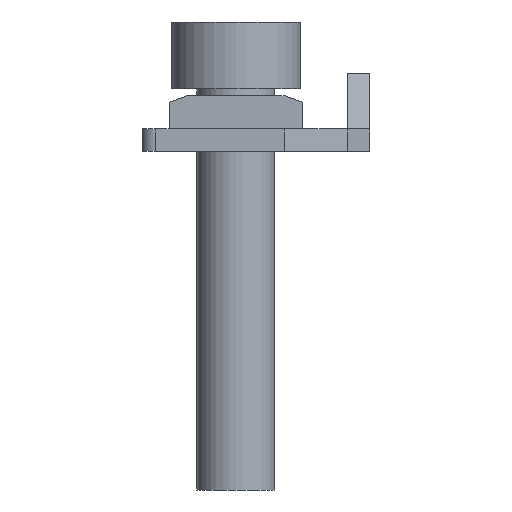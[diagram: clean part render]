
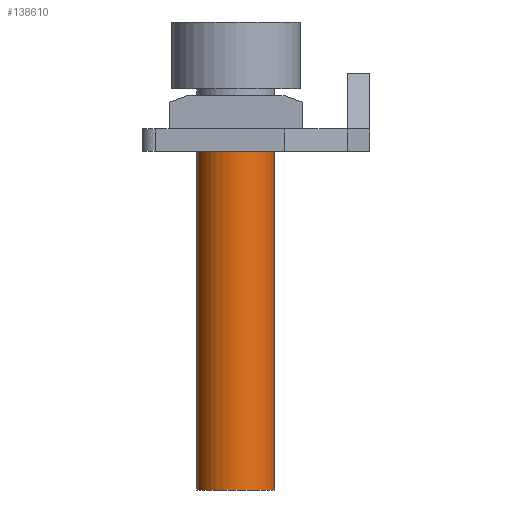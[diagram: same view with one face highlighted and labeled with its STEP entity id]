
A CAD part, left-side view. The second image highlights one B-rep face of the part: STEP entity #138610.
In plain terms, the highlighted cylindrical face has radius 1.75 mm (diameter 3.5 mm), a partial arc.
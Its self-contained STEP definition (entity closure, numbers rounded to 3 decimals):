
#113540=CARTESIAN_POINT('',(41.5,66.,0.2));
#113550=DIRECTION('',(0.,0.,-1.));
#113560=DIRECTION('',(0.,1.,0.));
#113570=AXIS2_PLACEMENT_3D('',#113540,#113550,#113560);
#113580=CIRCLE('',#113570,1.75);
#113590=CARTESIAN_POINT('',(41.5,67.75,0.2));
#113600=VERTEX_POINT('',#113590);
#113610=CARTESIAN_POINT('',(41.5,64.25,0.2));
#113620=VERTEX_POINT('',#113610);
#113630=EDGE_CURVE('',#113600,#113620,#113580,.T.);
#113770=CARTESIAN_POINT('',(41.5,64.25,-10.95));
#113780=DIRECTION('',(0.,0.,-1.));
#113790=VECTOR('',#113780,1.);
#113800=LINE('',#113770,#113790);
#113810=CARTESIAN_POINT('',(41.5,64.25,-16.));
#113820=VERTEX_POINT('',#113810);
#113830=EDGE_CURVE('',#113620,#113820,#113800,.T.);
#113850=CARTESIAN_POINT('',(41.5,66.,-16.));
#113860=DIRECTION('',(0.,0.,-1.));
#113870=DIRECTION('',(0.,1.,0.));
#113880=AXIS2_PLACEMENT_3D('',#113850,#113860,#113870);
#113890=CIRCLE('',#113880,1.75);
#113900=CARTESIAN_POINT('',(41.5,67.75,-16.));
#113910=VERTEX_POINT('',#113900);
#113940=CARTESIAN_POINT('',(41.5,67.75,-10.95));
#113950=DIRECTION('',(0.,0.,-1.));
#113960=VECTOR('',#113950,1.);
#113970=LINE('',#113940,#113960);
#113980=EDGE_CURVE('',#113600,#113910,#113970,.T.);
#114160=EDGE_CURVE('',#113910,#113820,#113890,.T.);
#137410=CARTESIAN_POINT('',(41.5,66.,-10.95));
#137420=DIRECTION('',(0.,0.,-1.));
#137430=DIRECTION('',(0.,1.,0.));
#137440=AXIS2_PLACEMENT_3D('',#137410,#137420,#137430);
#137450=CYLINDRICAL_SURFACE('',#137440,1.75);
#138550=ORIENTED_EDGE('',*,*,#114160,.F.);
#138560=ORIENTED_EDGE('',*,*,#113830,.T.);
#138570=ORIENTED_EDGE('',*,*,#113630,.T.);
#138580=ORIENTED_EDGE('',*,*,#113980,.F.);
#138590=EDGE_LOOP('',(#138580,#138570,#138560,#138550));
#138600=FACE_OUTER_BOUND('',#138590,.T.);
#138610=ADVANCED_FACE('',(#138600),#137450,.T.);
